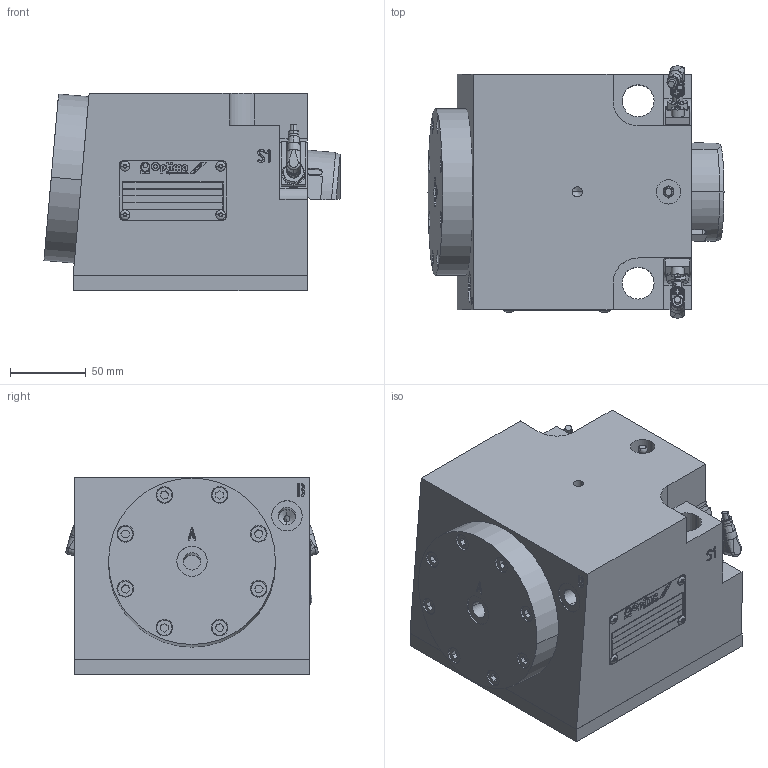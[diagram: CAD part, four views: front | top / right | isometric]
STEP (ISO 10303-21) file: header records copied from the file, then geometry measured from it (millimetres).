
FILE_DESCRIPTION(('STEP AP214'),'1');
FILE_NAME('38440701_HBS_A_100_60.stp','2019-01-15T10:33:46',(' '),(' '),'Spatial InterOp 3D',' ',' ');
FILE_SCHEMA(('automotive_design'));
Length unit declared in the file: millimetre
Products named in the file (27): 1; 2; 3; 4; 5; 6; _BALLUFF BES M08EE-PSC15B-S49G-003_1; 7; 8; _washers M8 x 1.; _Nut M8 x 1; 9; 10; 11; 12; 13; 14; 15; 16; 17; 18
Bounding box: 194.89 x 165.95 x 130 mm (x, y, z)
Volume: 2632118.1 mm3; surface area: 272844.2 mm2
Topology: 27 solids, 43 shells, 2083 faces, 5230 edges, 3346 vertices
Faces by surface type: plane 955, cylinder 642, cone 238, extrusion 133, torus 71, sphere 32, bspline 8, revolution 4
Entity records: 83022 total; most frequent: CARTESIAN_POINT 16329, ORIENTED_EDGE 10306, DIRECTION 10147, EDGE_CURVE 5153, AXIS2_PLACEMENT_3D 3665, VERTEX_POINT 3346, VECTOR 2813, LINE 2680
